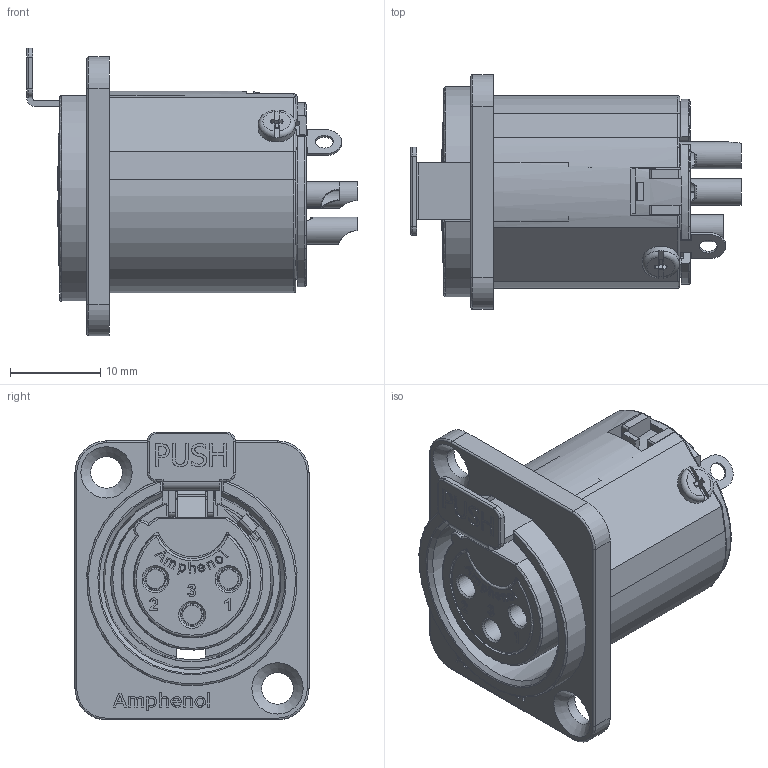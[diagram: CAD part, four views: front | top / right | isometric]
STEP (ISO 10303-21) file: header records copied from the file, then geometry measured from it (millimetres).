
FILE_DESCRIPTION(/* description */ (''),/* implementation_level */ '2;1');
FILE_NAME(/* name */ 'AC4FDZ.stp',/* time_stamp */ '2019-05-24T14:59:00+10:00',/* author */ ('minh'),/* organization */ (''),/* preprocessor_version */ 'ST-DEVELOPER v16.1',/* originating_system */ 'Autodesk Inventor 2016',/* authorisation */ '');
FILE_SCHEMA (('AUTOMOTIVE_DESIGN { 1 0 10303 214 3 1 1 }'));
Length unit declared in the file: millimetre
Products named in the file (10): AC5FPZB PART1; 348-4066-000; AC5FPZB ~PART1; AC5FPZB ~~PART1; AC5FPZB PART3; AC5FPZB ~~~PART1; 51270068-531; 50300213-131; 51560083-132; AC4FDZB
Assembly tree (11 placements, depth 3):
  AC4FDZB
    AC5FPZB PART1
    348-4066-000
    AC5FPZB ~PART1
    AC5FPZB ~~PART1
    AC5FPZB PART3
    AC5FPZB ~~~PART1
    51560083-132
      51270068-531
      50300213-131  x3
Bounding box: 36.76 x 26 x 31.98 mm (x, y, z)
Volume: 7916.3 mm3; surface area: 12635.8 mm2
Topology: 11 solids, 11 shells, 1144 faces, 3154 edges, 2065 vertices
Faces by surface type: plane 643, bspline 210, cylinder 162, cone 64, torus 47, sphere 18
Full cylindrical faces by diameter (mm): 2 x1, 2.2 x1, 2.35 x1, 2.5 x1, 2.6 x3, 3.5 x5, 4.1 x1, 13.1 x1
Entity records: 32746 total; most frequent: CARTESIAN_POINT 9606, ORIENTED_EDGE 5162, DIRECTION 4023, EDGE_CURVE 2580, VERTEX_POINT 1702, LINE 1591, VECTOR 1591, AXIS2_PLACEMENT_3D 1216
